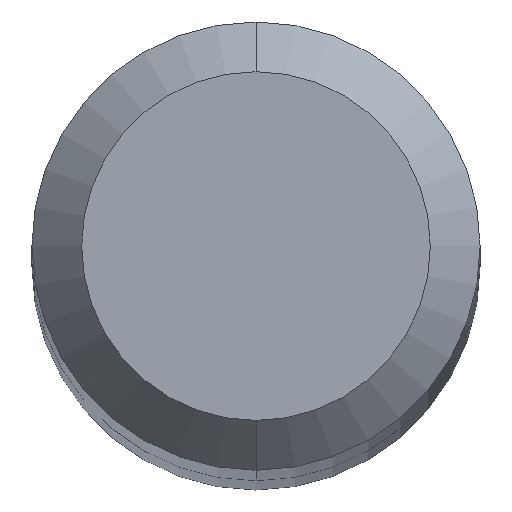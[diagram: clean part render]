
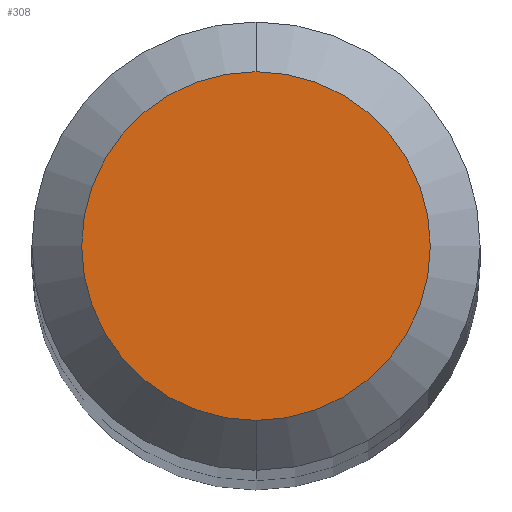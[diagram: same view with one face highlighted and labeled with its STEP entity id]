
A CAD part, top view. The second image highlights one B-rep face of the part: STEP entity #308.
In plain terms, the highlighted planar face has unit normal (0, 0, 1).
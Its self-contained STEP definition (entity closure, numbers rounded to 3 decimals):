
#21 = DIRECTION ( 'NONE',  ( 0., 1., 0. ) ) ;
#23 = DIRECTION ( 'NONE',  ( 0., 1., 0. ) ) ;
#44 = CIRCLE ( 'NONE', #169, 0.7 ) ;
#52 = CARTESIAN_POINT ( 'NONE',  ( 0., -0.7, 46. ) ) ;
#81 = CARTESIAN_POINT ( 'NONE',  ( 0., 0.7, 46. ) ) ;
#105 = DIRECTION ( 'NONE',  ( 0., 0., -1. ) ) ;
#121 = ORIENTED_EDGE ( 'NONE', *, *, #325, .F. ) ;
#134 = FACE_OUTER_BOUND ( 'NONE', #239, .T. ) ;
#138 = AXIS2_PLACEMENT_3D ( 'NONE', #203, #245, #21 ) ;
#144 = ORIENTED_EDGE ( 'NONE', *, *, #164, .F. ) ;
#163 = VERTEX_POINT ( 'NONE', #52 ) ;
#164 = EDGE_CURVE ( 'NONE', #163, #238, #178, .T. ) ;
#169 = AXIS2_PLACEMENT_3D ( 'NONE', #206, #241, #23 ) ;
#178 = CIRCLE ( 'NONE', #138, 0.7 ) ;
#203 = CARTESIAN_POINT ( 'NONE',  ( 0., 0., 46. ) ) ;
#206 = CARTESIAN_POINT ( 'NONE',  ( 0., 0., 46. ) ) ;
#225 = PLANE ( 'NONE',  #268 ) ;
#238 = VERTEX_POINT ( 'NONE', #81 ) ;
#239 = EDGE_LOOP ( 'NONE', ( #121, #144 ) ) ;
#241 = DIRECTION ( 'NONE',  ( 0., 0., -1. ) ) ;
#245 = DIRECTION ( 'NONE',  ( 0., 0., -1. ) ) ;
#268 = AXIS2_PLACEMENT_3D ( 'NONE', #335, #105, #306 ) ;
#306 = DIRECTION ( 'NONE',  ( 0., 1., 0. ) ) ;
#308 = ADVANCED_FACE ( 'NONE', ( #134 ), #225, .F. ) ;
#325 = EDGE_CURVE ( 'NONE', #238, #163, #44, .T. ) ;
#335 = CARTESIAN_POINT ( 'NONE',  ( 0., 0., 46. ) ) ;
